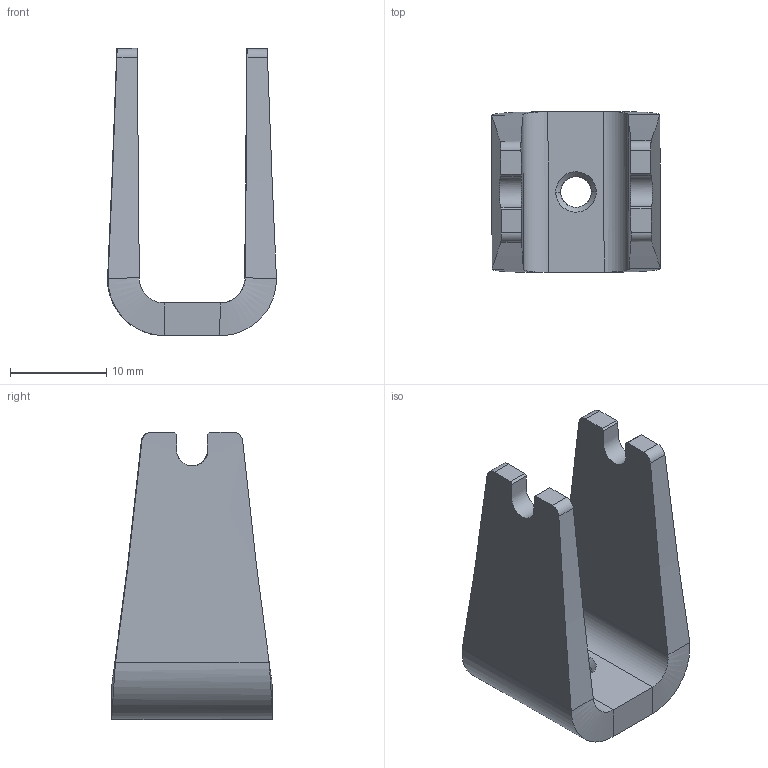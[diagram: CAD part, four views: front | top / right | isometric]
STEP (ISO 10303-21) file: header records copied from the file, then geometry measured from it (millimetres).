
FILE_DESCRIPTION (( 'STEP AP214' ), '1' );
FILE_NAME ('1039-A2P-A.STEP', '2013-05-15T14:40:32', ( '3DAssist' ), ( '' ), 'SwSTEP 2.0', 'SolidWorks 2013', '' );
FILE_SCHEMA (( 'AUTOMOTIVE_DESIGN' ));
Length unit declared in the file: millimetre
Products named in the file (1): 1039-A2P-A
Bounding box: 17.55 x 16.7 x 29.83 mm (x, y, z)
Volume: 2647.4 mm3; surface area: 2291.7 mm2
Topology: 1 solids, 1 shells, 37 faces, 97 edges, 62 vertices
Faces by surface type: bspline 24, plane 12, cylinder 1
Full cylindrical faces by diameter (mm): 3.2 x1
Entity records: 1790 total; most frequent: CARTESIAN_POINT 1040, ORIENTED_EDGE 190, EDGE_CURVE 95, DIRECTION 68, VERTEX_POINT 61, B_SPLINE_CURVE_WITH_KNOTS 56, EDGE_LOOP 40, VECTOR 38
